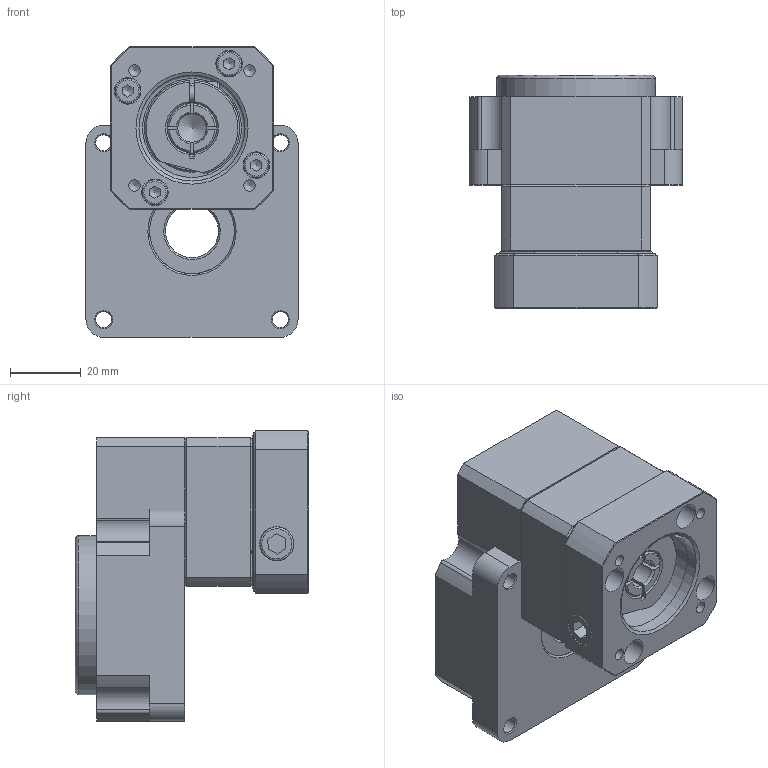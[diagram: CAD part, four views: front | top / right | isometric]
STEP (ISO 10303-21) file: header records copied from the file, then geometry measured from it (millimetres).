
FILE_DESCRIPTION((''),'2;1');
FILE_NAME('KGT-60C-1(new).stp','2016-10-17T12:53:49',('Young'),(''),'Autodesk Inventor 2012','Autodesk Inventor 2012','');
FILE_SCHEMA(('AUTOMOTIVE_DESIGN { 1 0 10303 214 1 1 1 1 }'));
Length unit declared in the file: millimetre
Products named in the file (4): 조립품4; KGT-60C-1; KGT-60-bk; KGT-60B-input-1
Assembly tree (3 placements, depth 2):
  조립품4
    KGT-60C-1
    KGT-60-bk
    KGT-60B-input-1
Bounding box: 60 x 66 x 82.2 mm (x, y, z)
Volume: 139147.1 mm3; surface area: 76426.5 mm2
Topology: 53 solids, 53 shells, 808 faces, 1819 edges, 1147 vertices
Faces by surface type: plane 393, cylinder 224, cone 163, torus 28
Full cylindrical faces by diameter (mm): 1 x2, 1.9 x2, 2.459 x2, 2.5 x9, 3 x9, 3.242 x1, 3.3 x18, 3.5 x6, 4 x27, 4.5 x9, 5 x2, 5.5 x9, 5.8 x4, 6 x6, 7 x5, 7.5 x4, 8.2 x1, 9.5 x2, 12.5 x1, 14.2 x1, 14.8 x1, 15 x2, 18.5 x1, 19 x1, 19.9 x1, 20 x6, 20.001 x1, 23 x1, 24 x4, 25 x2
Entity records: 20524 total; most frequent: DIRECTION 3655, CARTESIAN_POINT 3620, ORIENTED_EDGE 2780, AXIS2_PLACEMENT_3D 1537, EDGE_CURVE 1390, EDGE_LOOP 1249, VERTEX_POINT 1037, FACE_OUTER_BOUND 808
